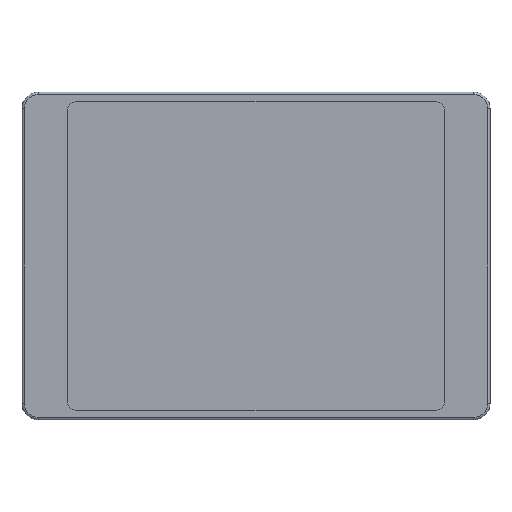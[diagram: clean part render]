
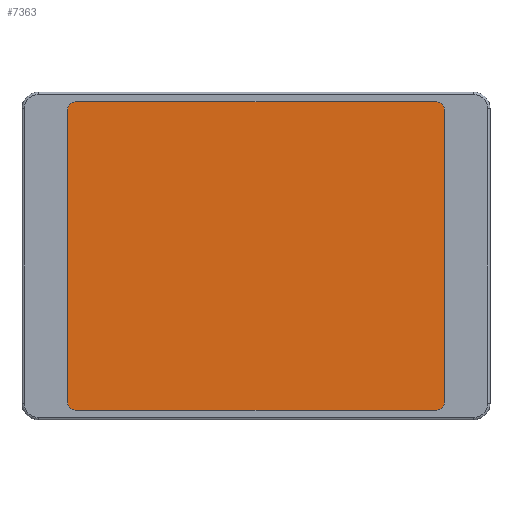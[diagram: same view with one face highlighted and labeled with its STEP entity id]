
A CAD part, top view. The second image highlights one B-rep face of the part: STEP entity #7363.
In plain terms, the highlighted planar face has unit normal (0, 0, 1).
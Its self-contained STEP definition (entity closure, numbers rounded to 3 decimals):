
#150 = ORIENTED_EDGE ( 'NONE', *, *, #5233, .T. ) ;
#500 = ORIENTED_EDGE ( 'NONE', *, *, #5222, .T. ) ;
#501 = ORIENTED_EDGE ( 'NONE', *, *, #5230, .T. ) ;
#502 = ORIENTED_EDGE ( 'NONE', *, *, #5218, .T. ) ;
#503 = ORIENTED_EDGE ( 'NONE', *, *, #5231, .T. ) ;
#504 = ORIENTED_EDGE ( 'NONE', *, *, #5228, .T. ) ;
#505 = ORIENTED_EDGE ( 'NONE', *, *, #5232, .T. ) ;
#506 = ORIENTED_EDGE ( 'NONE', *, *, #5225, .T. ) ;
#749 = EDGE_LOOP ( 'NONE', ( #500, #501, #502, #503, #504, #505, #506, #150 ) ) ;
#969 = VERTEX_POINT ( 'NONE', #5588 ) ;
#1024 = VERTEX_POINT ( 'NONE', #6158 ) ;
#1034 = VERTEX_POINT ( 'NONE', #6168 ) ;
#1077 = VERTEX_POINT ( 'NONE', #6211 ) ;
#1083 = VERTEX_POINT ( 'NONE', #6217 ) ;
#1095 = VERTEX_POINT ( 'NONE', #6229 ) ;
#1097 = VERTEX_POINT ( 'NONE', #6231 ) ;
#1161 = VERTEX_POINT ( 'NONE', #6295 ) ;
#3144 = CARTESIAN_POINT ( 'NONE',  ( 0., 0., 6.15 ) ) ;
#3151 = PLANE ( 'NONE',  #6739 ) ;
#3153 = DIRECTION ( 'NONE',  ( 0., 0., -1. ) ) ;
#3154 = DIRECTION ( 'NONE',  ( -1., 0., 0. ) ) ;
#4457 = FACE_OUTER_BOUND ( 'NONE', #749, .T. ) ;
#4595 = LINE ( 'NONE', #6066, #4597 ) ;
#4597 = VECTOR ( 'NONE', #6097, 1000. ) ;
#4598 = LINE ( 'NONE', #6106, #4605 ) ;
#4602 = LINE ( 'NONE', #6108, #4611 ) ;
#4605 = VECTOR ( 'NONE', #6113, 1000. ) ;
#4608 = LINE ( 'NONE', #6111, #4617 ) ;
#4611 = VECTOR ( 'NONE', #6118, 1000. ) ;
#4617 = VECTOR ( 'NONE', #6123, 1000. ) ;
#4618 = CIRCLE ( 'NONE', #6659, 2. ) ;
#4620 = CIRCLE ( 'NONE', #6660, 2. ) ;
#4621 = CIRCLE ( 'NONE', #6661, 2. ) ;
#4622 = CIRCLE ( 'NONE', #6662, 2. ) ;
#5218 = EDGE_CURVE ( 'NONE', #969, #1024, #4595, .T. ) ;
#5222 = EDGE_CURVE ( 'NONE', #1083, #1095, #4598, .T. ) ;
#5225 = EDGE_CURVE ( 'NONE', #1097, #1161, #4602, .T. ) ;
#5228 = EDGE_CURVE ( 'NONE', #1077, #1034, #4608, .T. ) ;
#5230 = EDGE_CURVE ( 'NONE', #1095, #969, #4618, .T. ) ;
#5231 = EDGE_CURVE ( 'NONE', #1024, #1077, #4620, .T. ) ;
#5232 = EDGE_CURVE ( 'NONE', #1034, #1097, #4621, .T. ) ;
#5233 = EDGE_CURVE ( 'NONE', #1161, #1083, #4622, .T. ) ;
#5588 = CARTESIAN_POINT ( 'NONE',  ( 40.3, -31., 6.15 ) ) ;
#6066 = CARTESIAN_POINT ( 'NONE',  ( 40.3, -33., 6.15 ) ) ;
#6097 = DIRECTION ( 'NONE',  ( 0., 1., 0. ) ) ;
#6106 = CARTESIAN_POINT ( 'NONE',  ( -40.3, -33., 6.15 ) ) ;
#6108 = CARTESIAN_POINT ( 'NONE',  ( -40.3, -33., 6.15 ) ) ;
#6111 = CARTESIAN_POINT ( 'NONE',  ( -40.3, 33., 6.15 ) ) ;
#6113 = DIRECTION ( 'NONE',  ( 1., 0., 0. ) ) ;
#6118 = DIRECTION ( 'NONE',  ( 0., -1., 0. ) ) ;
#6123 = DIRECTION ( 'NONE',  ( -1., 0., 0. ) ) ;
#6126 = CARTESIAN_POINT ( 'NONE',  ( 38.3, -31., 6.15 ) ) ;
#6127 = DIRECTION ( 'NONE',  ( 0., 0., 1. ) ) ;
#6128 = DIRECTION ( 'NONE',  ( -1., 0., 0. ) ) ;
#6129 = CARTESIAN_POINT ( 'NONE',  ( 38.3, 31., 6.15 ) ) ;
#6130 = DIRECTION ( 'NONE',  ( 0., 0., 1. ) ) ;
#6131 = DIRECTION ( 'NONE',  ( -1., 0., 0. ) ) ;
#6134 = CARTESIAN_POINT ( 'NONE',  ( -38.3, 31., 6.15 ) ) ;
#6135 = DIRECTION ( 'NONE',  ( 0., 0., 1. ) ) ;
#6136 = DIRECTION ( 'NONE',  ( -1., 0., 0. ) ) ;
#6139 = CARTESIAN_POINT ( 'NONE',  ( -38.3, -31., 6.15 ) ) ;
#6140 = DIRECTION ( 'NONE',  ( 0., 0., 1. ) ) ;
#6141 = DIRECTION ( 'NONE',  ( -1., 0., 0. ) ) ;
#6158 = CARTESIAN_POINT ( 'NONE',  ( 40.3, 31., 6.15 ) ) ;
#6168 = CARTESIAN_POINT ( 'NONE',  ( -38.3, 33., 6.15 ) ) ;
#6211 = CARTESIAN_POINT ( 'NONE',  ( 38.3, 33., 6.15 ) ) ;
#6217 = CARTESIAN_POINT ( 'NONE',  ( -38.3, -33., 6.15 ) ) ;
#6229 = CARTESIAN_POINT ( 'NONE',  ( 38.3, -33., 6.15 ) ) ;
#6231 = CARTESIAN_POINT ( 'NONE',  ( -40.3, 31., 6.15 ) ) ;
#6295 = CARTESIAN_POINT ( 'NONE',  ( -40.3, -31., 6.15 ) ) ;
#6659 = AXIS2_PLACEMENT_3D ( 'NONE', #6126, #6127, #6128 ) ;
#6660 = AXIS2_PLACEMENT_3D ( 'NONE', #6129, #6130, #6131 ) ;
#6661 = AXIS2_PLACEMENT_3D ( 'NONE', #6134, #6135, #6136 ) ;
#6662 = AXIS2_PLACEMENT_3D ( 'NONE', #6139, #6140, #6141 ) ;
#6739 = AXIS2_PLACEMENT_3D ( 'NONE', #3144, #3153, #3154 ) ;
#7363 = ADVANCED_FACE ( 'NONE', ( #4457 ), #3151, .F. ) ;
